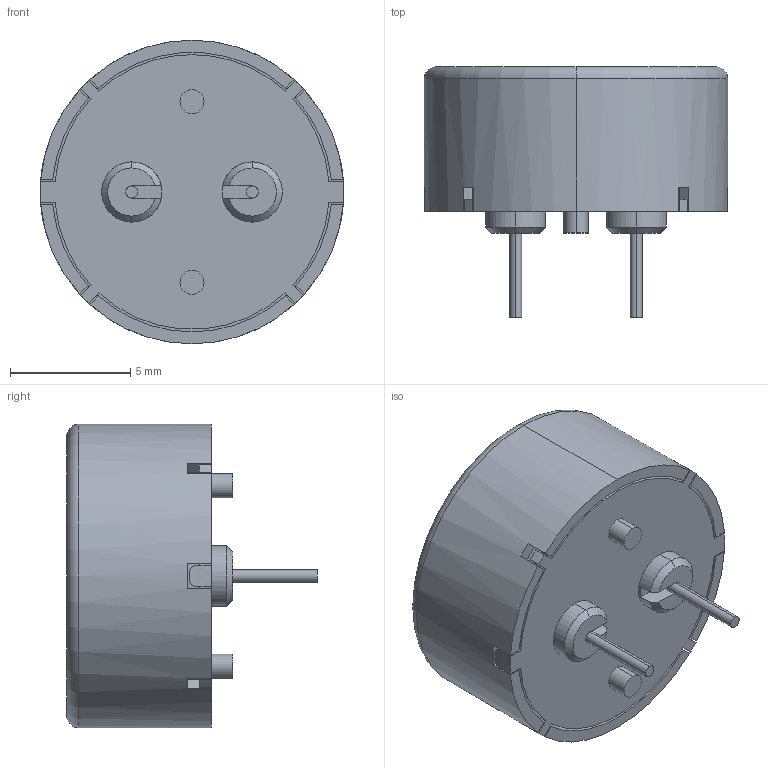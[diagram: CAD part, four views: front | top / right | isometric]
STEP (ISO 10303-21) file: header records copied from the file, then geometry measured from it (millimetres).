
FILE_DESCRIPTION (( 'STEP AP214' ), '1' );
FILE_NAME ('PKM13EPYH4002-B0.STEP', '2020-07-15T13:23:26', ( '' ), ( '' ), 'SwSTEP 2.0', 'SolidWorks 2017', '' );
FILE_SCHEMA (( 'AUTOMOTIVE_DESIGN' ));
Length unit declared in the file: millimetre
Products named in the file (1): PKM13EPYH4002-B0
Bounding box: 12.6 x 10.4 x 12.6 mm (x, y, z)
Volume: 747.6 mm3; surface area: 572.7 mm2
Topology: 3 solids, 3 shells, 121 faces, 304 edges, 194 vertices
Faces by surface type: plane 65, cylinder 48, cone 6, torus 2
Entity records: 3716 total; most frequent: CARTESIAN_POINT 672, DIRECTION 662, ORIENTED_EDGE 608, EDGE_CURVE 304, AXIS2_PLACEMENT_3D 248, VERTEX_POINT 194, LINE 166, VECTOR 166
